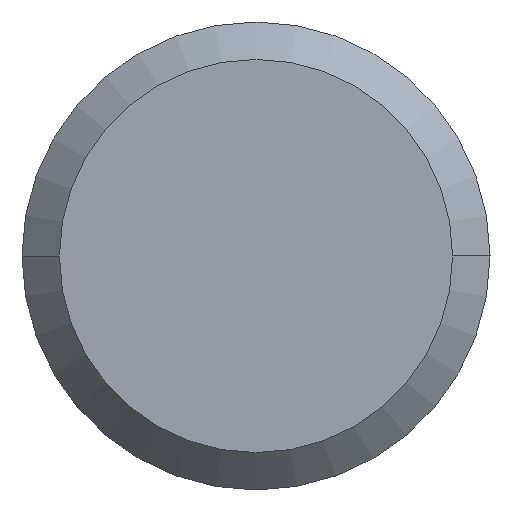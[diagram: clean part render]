
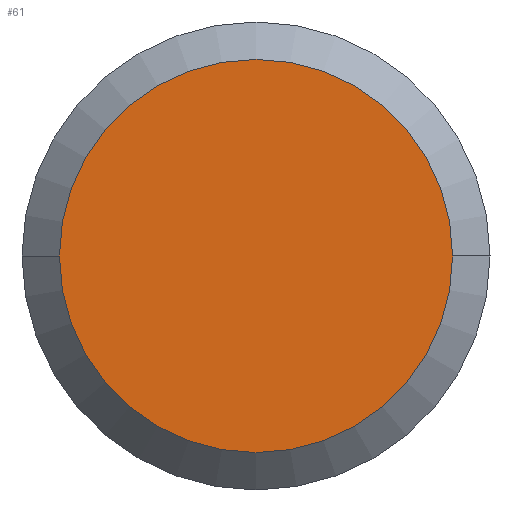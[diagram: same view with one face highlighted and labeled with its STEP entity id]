
A CAD part, left-side view. The second image highlights one B-rep face of the part: STEP entity #61.
In plain terms, the highlighted planar face has unit normal (-1, 0, 0).
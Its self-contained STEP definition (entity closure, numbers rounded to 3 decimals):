
#61=ADVANCED_FACE('',(#137),#138,.T.);
#137=FACE_OUTER_BOUND('',#225,.T.);
#138=PLANE('',#226);
#225=EDGE_LOOP('',(#328,#329));
#226=AXIS2_PLACEMENT_3D('',#330,#331,#332);
#328=ORIENTED_EDGE('',*,*,#488,.F.);
#329=ORIENTED_EDGE('',*,*,#491,.F.);
#330=CARTESIAN_POINT('',(0.0,0.84,0.0));
#331=DIRECTION('',(-1.0,0.0,0.0));
#332=DIRECTION('',(0.0,-1.0,0.0));
#488=EDGE_CURVE('',#582,#584,#585,.T.);
#491=EDGE_CURVE('',#584,#582,#588,.T.);
#582=VERTEX_POINT('',#683);
#584=VERTEX_POINT('',#686);
#585=CIRCLE('',#687,1.68);
#588=CIRCLE('',#691,1.68);
#683=CARTESIAN_POINT('',(0.0,1.68,0.0));
#686=CARTESIAN_POINT('',(0.0,-1.68,0.));
#687=AXIS2_PLACEMENT_3D('',#781,#782,#783);
#691=AXIS2_PLACEMENT_3D('',#785,#786,#787);
#781=CARTESIAN_POINT('',(0.0,0.0,0.0));
#782=DIRECTION('',(1.0,0.0,0.0));
#783=DIRECTION('',(0.0,1.0,0.0));
#785=CARTESIAN_POINT('',(0.0,0.0,0.0));
#786=DIRECTION('',(1.0,0.0,0.0));
#787=DIRECTION('',(0.0,1.0,0.0));
